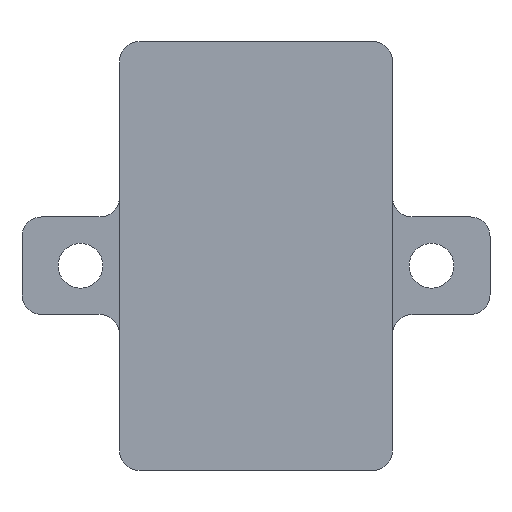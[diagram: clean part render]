
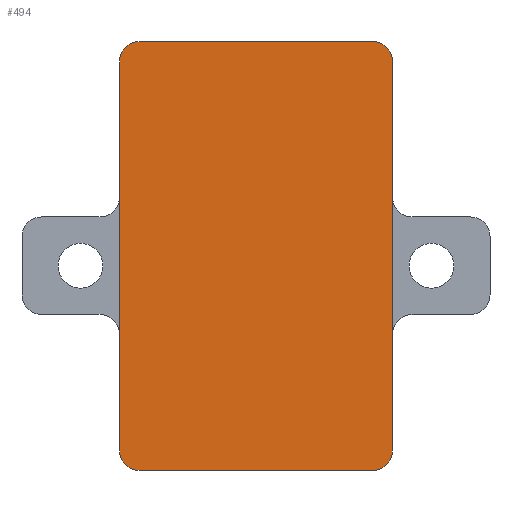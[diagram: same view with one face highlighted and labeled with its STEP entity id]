
A CAD part, front view. The second image highlights one B-rep face of the part: STEP entity #494.
In plain terms, the highlighted planar face has unit normal (0, -1, 0).
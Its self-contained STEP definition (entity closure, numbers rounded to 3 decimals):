
#4 = DIRECTION ( 'NONE',  ( 0., 0., -1. ) ) ;
#10 = CARTESIAN_POINT ( 'NONE',  ( -7., -4., -10. ) ) ;
#11 = EDGE_CURVE ( 'NONE', #450, #839, #215, .T. ) ;
#48 = EDGE_CURVE ( 'NONE', #669, #450, #120, .T. ) ;
#68 = CARTESIAN_POINT ( 'NONE',  ( 7., -4., 11. ) ) ;
#72 = VECTOR ( 'NONE', #741, 1000. ) ;
#91 = CIRCLE ( 'NONE', #624, 1. ) ;
#101 = CARTESIAN_POINT ( 'NONE',  ( -6., -4., -11. ) ) ;
#120 = LINE ( 'NONE', #844, #72 ) ;
#122 = DIRECTION ( 'NONE',  ( 0., -1., 0. ) ) ;
#128 = DIRECTION ( 'NONE',  ( 0., 0., -1. ) ) ;
#132 = EDGE_CURVE ( 'NONE', #507, #389, #1125, .T. ) ;
#148 = CARTESIAN_POINT ( 'NONE',  ( -6., -4., -10. ) ) ;
#183 = CARTESIAN_POINT ( 'NONE',  ( 7., -4., -10. ) ) ;
#187 = DIRECTION ( 'NONE',  ( 0., -1., 0. ) ) ;
#191 = ORIENTED_EDGE ( 'NONE', *, *, #291, .T. ) ;
#202 = CARTESIAN_POINT ( 'NONE',  ( -7., -4., -11. ) ) ;
#215 = CIRCLE ( 'NONE', #1058, 1. ) ;
#269 = DIRECTION ( 'NONE',  ( 0., -1., 0. ) ) ;
#274 = DIRECTION ( 'NONE',  ( 0., -1., 0. ) ) ;
#291 = EDGE_CURVE ( 'NONE', #839, #1088, #989, .T. ) ;
#295 = EDGE_LOOP ( 'NONE', ( #692, #396, #614, #936, #488, #986, #191, #867 ) ) ;
#344 = DIRECTION ( 'NONE',  ( 0., 0., 1. ) ) ;
#362 = PLANE ( 'NONE',  #863 ) ;
#389 = VERTEX_POINT ( 'NONE', #885 ) ;
#396 = ORIENTED_EDGE ( 'NONE', *, *, #972, .T. ) ;
#416 = DIRECTION ( 'NONE',  ( -1., 0., 0. ) ) ;
#450 = VERTEX_POINT ( 'NONE', #10 ) ;
#488 = ORIENTED_EDGE ( 'NONE', *, *, #48, .T. ) ;
#494 = ADVANCED_FACE ( 'NONE', ( #1061 ), #362, .T. ) ;
#507 = VERTEX_POINT ( 'NONE', #701 ) ;
#512 = LINE ( 'NONE', #1032, #1031 ) ;
#525 = VECTOR ( 'NONE', #904, 1000. ) ;
#529 = AXIS2_PLACEMENT_3D ( 'NONE', #1055, #269, #621 ) ;
#549 = EDGE_CURVE ( 'NONE', #1088, #575, #1007, .T. ) ;
#554 = VECTOR ( 'NONE', #416, 1000. ) ;
#568 = DIRECTION ( 'NONE',  ( 0., 0., -1. ) ) ;
#575 = VERTEX_POINT ( 'NONE', #183 ) ;
#603 = EDGE_CURVE ( 'NONE', #575, #756, #512, .T. ) ;
#614 = ORIENTED_EDGE ( 'NONE', *, *, #132, .T. ) ;
#621 = DIRECTION ( 'NONE',  ( 0., 0., -1. ) ) ;
#624 = AXIS2_PLACEMENT_3D ( 'NONE', #820, #274, #903 ) ;
#628 = CARTESIAN_POINT ( 'NONE',  ( 11., -4., -2. ) ) ;
#669 = VERTEX_POINT ( 'NONE', #689 ) ;
#672 = AXIS2_PLACEMENT_3D ( 'NONE', #995, #122, #568 ) ;
#689 = CARTESIAN_POINT ( 'NONE',  ( -7., -4., 10. ) ) ;
#692 = ORIENTED_EDGE ( 'NONE', *, *, #603, .T. ) ;
#701 = CARTESIAN_POINT ( 'NONE',  ( 6., -4., 11. ) ) ;
#737 = EDGE_CURVE ( 'NONE', #389, #669, #91, .T. ) ;
#741 = DIRECTION ( 'NONE',  ( 0., 0., -1. ) ) ;
#756 = VERTEX_POINT ( 'NONE', #882 ) ;
#820 = CARTESIAN_POINT ( 'NONE',  ( -6., -4., 10. ) ) ;
#839 = VERTEX_POINT ( 'NONE', #101 ) ;
#844 = CARTESIAN_POINT ( 'NONE',  ( -7., -4., -3. ) ) ;
#863 = AXIS2_PLACEMENT_3D ( 'NONE', #628, #187, #4 ) ;
#867 = ORIENTED_EDGE ( 'NONE', *, *, #549, .T. ) ;
#882 = CARTESIAN_POINT ( 'NONE',  ( 7., -4., 10. ) ) ;
#885 = CARTESIAN_POINT ( 'NONE',  ( -6., -4., 11. ) ) ;
#903 = DIRECTION ( 'NONE',  ( 0., 0., -1. ) ) ;
#904 = DIRECTION ( 'NONE',  ( 1., 0., 0. ) ) ;
#915 = DIRECTION ( 'NONE',  ( 0., -1., 0. ) ) ;
#936 = ORIENTED_EDGE ( 'NONE', *, *, #737, .T. ) ;
#972 = EDGE_CURVE ( 'NONE', #756, #507, #1106, .T. ) ;
#986 = ORIENTED_EDGE ( 'NONE', *, *, #11, .T. ) ;
#989 = LINE ( 'NONE', #202, #525 ) ;
#995 = CARTESIAN_POINT ( 'NONE',  ( 6., -4., 10. ) ) ;
#1006 = CARTESIAN_POINT ( 'NONE',  ( 6., -4., -11. ) ) ;
#1007 = CIRCLE ( 'NONE', #529, 1. ) ;
#1031 = VECTOR ( 'NONE', #344, 1000. ) ;
#1032 = CARTESIAN_POINT ( 'NONE',  ( 7., -4., -11. ) ) ;
#1055 = CARTESIAN_POINT ( 'NONE',  ( 6., -4., -10. ) ) ;
#1058 = AXIS2_PLACEMENT_3D ( 'NONE', #148, #915, #128 ) ;
#1061 = FACE_OUTER_BOUND ( 'NONE', #295, .T. ) ;
#1088 = VERTEX_POINT ( 'NONE', #1006 ) ;
#1106 = CIRCLE ( 'NONE', #672, 1. ) ;
#1125 = LINE ( 'NONE', #68, #554 ) ;
